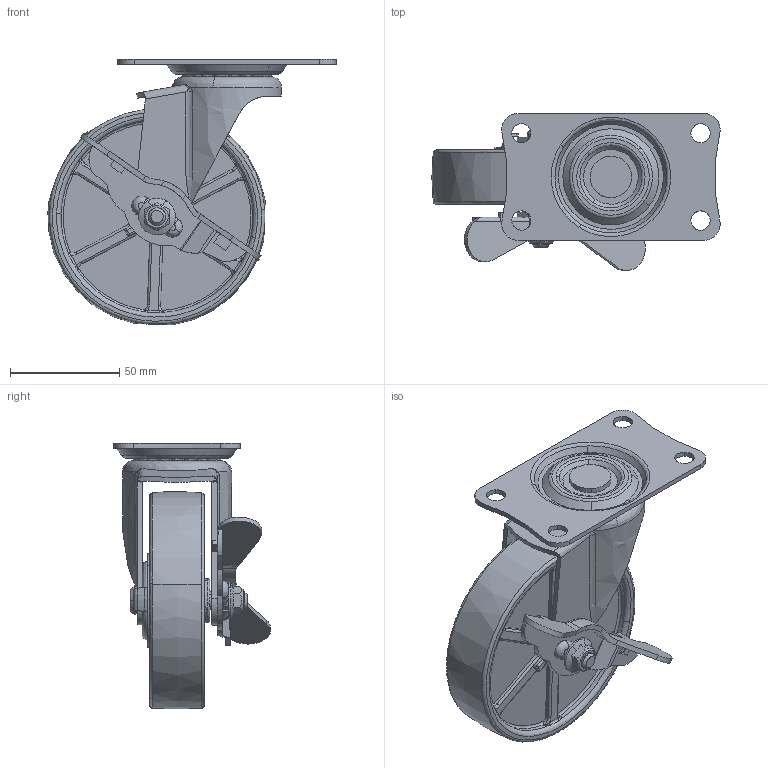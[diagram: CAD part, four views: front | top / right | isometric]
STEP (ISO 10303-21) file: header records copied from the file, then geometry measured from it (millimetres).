
FILE_DESCRIPTION((''),'2;1');
FILE_NAME('','2006-01-18T13:34:55',(''),(''),'','CADfix','');
FILE_SCHEMA(('AUTOMOTIVE_DESIGN'));
Length unit declared in the file: millimetre
Products named in the file (7): wheel; mounting plate; main shaft; lever; body; axle; No_415_E_N100_5_11438_36
Assembly tree (6 placements, depth 2):
  No_415_E_N100_5_11438_36
    wheel
    mounting plate
    main shaft
    lever
    body
    axle
Bounding box: 131.96 x 71.7 x 121.45 mm (x, y, z)
Volume: 195859 mm3; surface area: 71694.2 mm2
Topology: 6 solids, 6 shells, 663 faces, 2057 edges, 1431 vertices
Faces by surface type: bspline 663
Entity records: 39903 total; most frequent: CARTESIAN_POINT 27650, ORIENTED_EDGE 4104, EDGE_CURVE 2052, B_SPLINE_CURVE_WITH_KNOTS 1468, VERTEX_POINT 1431, EDGE_LOOP 793, FACE_OUTER_BOUND 663, ADVANCED_FACE 663
